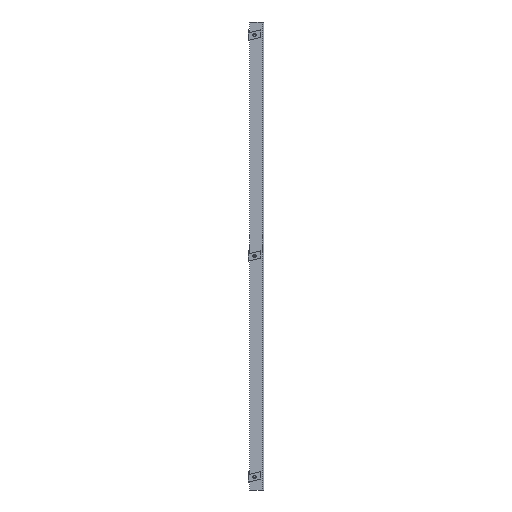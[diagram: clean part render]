
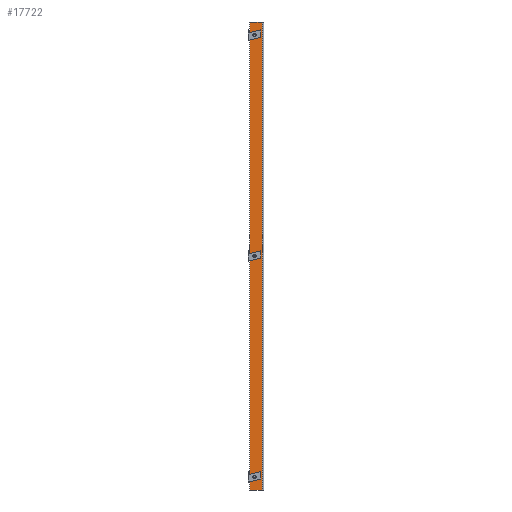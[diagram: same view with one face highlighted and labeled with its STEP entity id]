
A CAD part, left-side view. The second image highlights one B-rep face of the part: STEP entity #17722.
In plain terms, the highlighted planar face has unit normal (-1, 0, 0).
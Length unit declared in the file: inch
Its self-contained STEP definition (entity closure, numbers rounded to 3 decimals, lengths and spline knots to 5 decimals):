
#76 = FACE_OUTER_BOUND ( 'NONE', #7028, .T. ) ;
#101 = DIRECTION ( 'NONE',  ( 0., 1., 0. ) ) ;
#210 = EDGE_CURVE ( 'NONE', #13689, #14497, #8272, .T. ) ;
#367 = CARTESIAN_POINT ( 'NONE',  ( -20.84, 0.185, 24.5 ) ) ;
#428 = CARTESIAN_POINT ( 'NONE',  ( -20.84, 1.2185, 0. ) ) ;
#553 = CARTESIAN_POINT ( 'NONE',  ( -20.84, 0.7815, 23.125 ) ) ;
#904 = ORIENTED_EDGE ( 'NONE', *, *, #17172, .T. ) ;
#1060 = CIRCLE ( 'NONE', #8666, 0.2185 ) ;
#1184 = CARTESIAN_POINT ( 'NONE',  ( -20.84, 0.185, 24.5 ) ) ;
#1349 = EDGE_CURVE ( 'NONE', #18214, #14497, #18232, .T. ) ;
#1367 = DIRECTION ( 'NONE',  ( 1., 0., 0. ) ) ;
#1512 = LINE ( 'NONE', #12119, #16718 ) ;
#1872 = FACE_BOUND ( 'NONE', #17589, .T. ) ;
#2371 = AXIS2_PLACEMENT_3D ( 'NONE', #19444, #5872, #101 ) ;
#2508 = AXIS2_PLACEMENT_3D ( 'NONE', #14956, #1367, #16339 ) ;
#2824 = CARTESIAN_POINT ( 'NONE',  ( -20.84, 1.2185, -23.125 ) ) ;
#3197 = DIRECTION ( 'NONE',  ( 0., 1., 0. ) ) ;
#3253 = DIRECTION ( 'NONE',  ( 0., 1., 0. ) ) ;
#3281 = CARTESIAN_POINT ( 'NONE',  ( -20.84, 0.7815, 0. ) ) ;
#4038 = EDGE_CURVE ( 'NONE', #12400, #15190, #5610, .T. ) ;
#4197 = EDGE_CURVE ( 'NONE', #17492, #13689, #4741, .T. ) ;
#4531 = DIRECTION ( 'NONE',  ( 1., 0., 0. ) ) ;
#4589 = CIRCLE ( 'NONE', #2371, 0.2185 ) ;
#4657 = CARTESIAN_POINT ( 'NONE',  ( -20.84, 1.5, 24.5 ) ) ;
#4741 = LINE ( 'NONE', #367, #6253 ) ;
#4976 = CARTESIAN_POINT ( 'NONE',  ( -20.84, 0.7815, -23.125 ) ) ;
#5032 = CARTESIAN_POINT ( 'NONE',  ( -20.84, 1.5, 24.5 ) ) ;
#5065 = EDGE_CURVE ( 'NONE', #18214, #17492, #1512, .T. ) ;
#5114 = DIRECTION ( 'NONE',  ( 0., 1., 0. ) ) ;
#5130 = EDGE_CURVE ( 'NONE', #15209, #10204, #1060, .T. ) ;
#5312 = CARTESIAN_POINT ( 'NONE',  ( -20.84, 0.125, -24.5 ) ) ;
#5610 = CIRCLE ( 'NONE', #8139, 0.2185 ) ;
#5872 = DIRECTION ( 'NONE',  ( 1., 0., 0. ) ) ;
#6120 = CARTESIAN_POINT ( 'NONE',  ( -20.84, 1., -23.125 ) ) ;
#6253 = VECTOR ( 'NONE', #8099, 39.37008 ) ;
#6427 = FACE_BOUND ( 'NONE', #15358, .T. ) ;
#7028 = EDGE_LOOP ( 'NONE', ( #10517, #17434, #8340, #16585 ) ) ;
#7529 = FACE_BOUND ( 'NONE', #18136, .T. ) ;
#7643 = CARTESIAN_POINT ( 'NONE',  ( -20.84, 1.5, -24.5 ) ) ;
#8099 = DIRECTION ( 'NONE',  ( 0., 0., -1. ) ) ;
#8139 = AXIS2_PLACEMENT_3D ( 'NONE', #10401, #4531, #18215 ) ;
#8272 = LINE ( 'NONE', #5312, #10877 ) ;
#8340 = ORIENTED_EDGE ( 'NONE', *, *, #210, .F. ) ;
#8554 = ORIENTED_EDGE ( 'NONE', *, *, #13062, .T. ) ;
#8666 = AXIS2_PLACEMENT_3D ( 'NONE', #12230, #10749, #3197 ) ;
#8887 = EDGE_CURVE ( 'NONE', #15685, #15255, #9732, .T. ) ;
#9218 = DIRECTION ( 'NONE',  ( 0., 0., -1. ) ) ;
#9732 = CIRCLE ( 'NONE', #15723, 0.2185 ) ;
#9774 = DIRECTION ( 'NONE',  ( 1., 0., 0. ) ) ;
#9802 = AXIS2_PLACEMENT_3D ( 'NONE', #6120, #15105, #15295 ) ;
#10204 = VERTEX_POINT ( 'NONE', #4976 ) ;
#10401 = CARTESIAN_POINT ( 'NONE',  ( -20.84, 1., 23.125 ) ) ;
#10517 = ORIENTED_EDGE ( 'NONE', *, *, #5065, .F. ) ;
#10749 = DIRECTION ( 'NONE',  ( 1., 0., 0. ) ) ;
#10877 = VECTOR ( 'NONE', #5114, 39.37008 ) ;
#10947 = DIRECTION ( 'NONE',  ( 0., -1., 0. ) ) ;
#12006 = CIRCLE ( 'NONE', #9802, 0.2185 ) ;
#12119 = CARTESIAN_POINT ( 'NONE',  ( -20.84, 0.125, 24.5 ) ) ;
#12230 = CARTESIAN_POINT ( 'NONE',  ( -20.84, 1., -23.125 ) ) ;
#12261 = CARTESIAN_POINT ( 'NONE',  ( -20.84, 0.185, -24.5 ) ) ;
#12297 = DIRECTION ( 'NONE',  ( -1., 0., 0. ) ) ;
#12372 = ORIENTED_EDGE ( 'NONE', *, *, #17147, .T. ) ;
#12400 = VERTEX_POINT ( 'NONE', #553 ) ;
#12484 = PLANE ( 'NONE',  #15151 ) ;
#12848 = DIRECTION ( 'NONE',  ( 0., 1., 0. ) ) ;
#13062 = EDGE_CURVE ( 'NONE', #15190, #12400, #4589, .T. ) ;
#13689 = VERTEX_POINT ( 'NONE', #12261 ) ;
#14497 = VERTEX_POINT ( 'NONE', #7643 ) ;
#14956 = CARTESIAN_POINT ( 'NONE',  ( -20.84, 1., 0. ) ) ;
#15105 = DIRECTION ( 'NONE',  ( 1., 0., 0. ) ) ;
#15151 = AXIS2_PLACEMENT_3D ( 'NONE', #16827, #12297, #3253 ) ;
#15190 = VERTEX_POINT ( 'NONE', #17695 ) ;
#15209 = VERTEX_POINT ( 'NONE', #2824 ) ;
#15255 = VERTEX_POINT ( 'NONE', #428 ) ;
#15295 = DIRECTION ( 'NONE',  ( 0., 1., 0. ) ) ;
#15358 = EDGE_LOOP ( 'NONE', ( #12372, #16308 ) ) ;
#15486 = CIRCLE ( 'NONE', #2508, 0.2185 ) ;
#15519 = CARTESIAN_POINT ( 'NONE',  ( -20.84, 1., 0. ) ) ;
#15670 = VECTOR ( 'NONE', #9218, 39.37008 ) ;
#15685 = VERTEX_POINT ( 'NONE', #3281 ) ;
#15723 = AXIS2_PLACEMENT_3D ( 'NONE', #15519, #9774, #12848 ) ;
#16308 = ORIENTED_EDGE ( 'NONE', *, *, #8887, .T. ) ;
#16339 = DIRECTION ( 'NONE',  ( 0., 1., 0. ) ) ;
#16585 = ORIENTED_EDGE ( 'NONE', *, *, #4197, .F. ) ;
#16718 = VECTOR ( 'NONE', #10947, 39.37008 ) ;
#16827 = CARTESIAN_POINT ( 'NONE',  ( -20.84, 0.1105, -24.5 ) ) ;
#16881 = ORIENTED_EDGE ( 'NONE', *, *, #5130, .T. ) ;
#17147 = EDGE_CURVE ( 'NONE', #15255, #15685, #15486, .T. ) ;
#17172 = EDGE_CURVE ( 'NONE', #10204, #15209, #12006, .T. ) ;
#17257 = ORIENTED_EDGE ( 'NONE', *, *, #4038, .T. ) ;
#17434 = ORIENTED_EDGE ( 'NONE', *, *, #1349, .T. ) ;
#17492 = VERTEX_POINT ( 'NONE', #1184 ) ;
#17589 = EDGE_LOOP ( 'NONE', ( #16881, #904 ) ) ;
#17695 = CARTESIAN_POINT ( 'NONE',  ( -20.84, 1.2185, 23.125 ) ) ;
#17722 = ADVANCED_FACE ( 'NONE', ( #76, #6427, #1872, #7529 ), #12484, .T. ) ;
#18136 = EDGE_LOOP ( 'NONE', ( #8554, #17257 ) ) ;
#18214 = VERTEX_POINT ( 'NONE', #5032 ) ;
#18215 = DIRECTION ( 'NONE',  ( 0., 1., 0. ) ) ;
#18232 = LINE ( 'NONE', #4657, #15670 ) ;
#19444 = CARTESIAN_POINT ( 'NONE',  ( -20.84, 1., 23.125 ) ) ;
